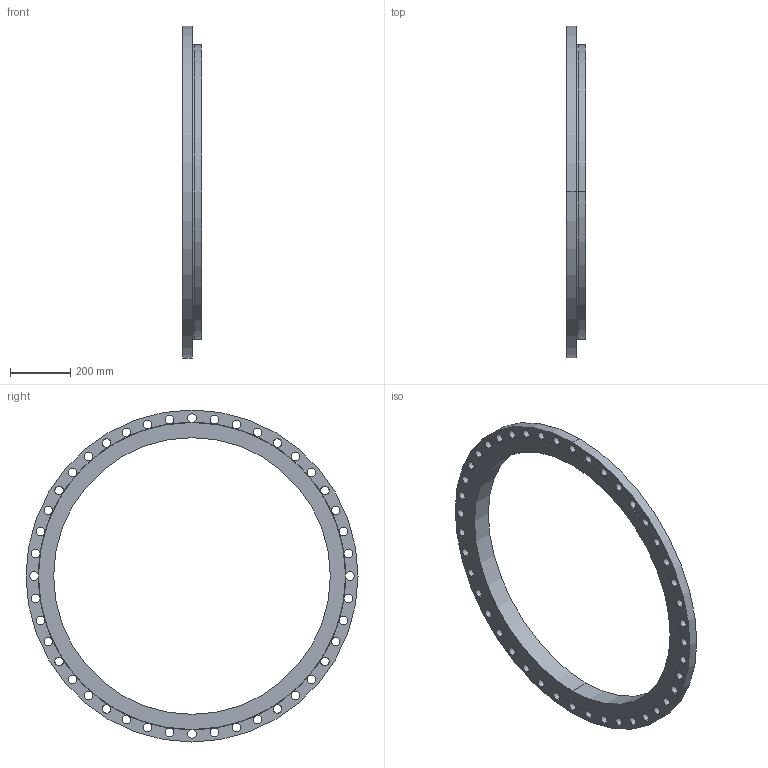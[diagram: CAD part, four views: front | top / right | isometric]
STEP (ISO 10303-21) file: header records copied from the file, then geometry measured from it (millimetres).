
FILE_DESCRIPTION (( 'STEP AP203' ), '1' );
FILE_NAME ('36_CL75_B161_RF_SOF.STEP', '2024-01-12T04:03:32', ( '' ), ( '' ), 'SwSTEP 2.0', 'SolidWorks 2023', '' );
FILE_SCHEMA (( 'CONFIG_CONTROL_DESIGN' ));
Length unit declared in the file: inch
Products named in the file (1): 36_CL75_B161_RF_SOF
Bounding box: 65.09 x 1104.9 x 1104.9 mm (x, y, z)
Volume: 11539746.1 mm3; surface area: 1047976.2 mm2
Topology: 1 solids, 1 shells, 102 faces, 376 edges, 234 vertices
Faces by surface type: cylinder 96, plane 4, torus 2
Entity records: 4379 total; most frequent: DIRECTION 862, ORIENTED_EDGE 752, CARTESIAN_POINT 713, AXIS2_PLACEMENT_3D 383, EDGE_CURVE 376, CIRCLE 280, VERTEX_POINT 234, EDGE_LOOP 150
